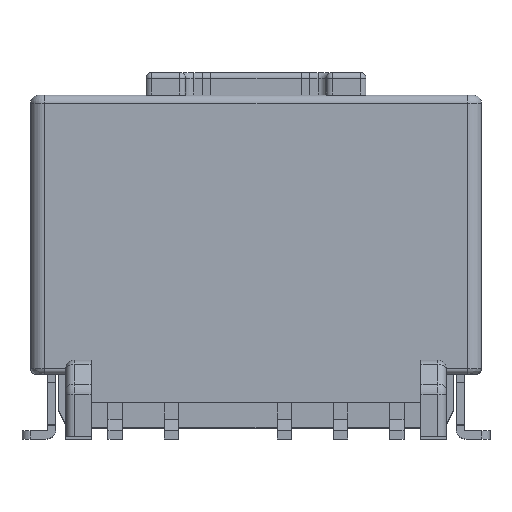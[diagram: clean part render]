
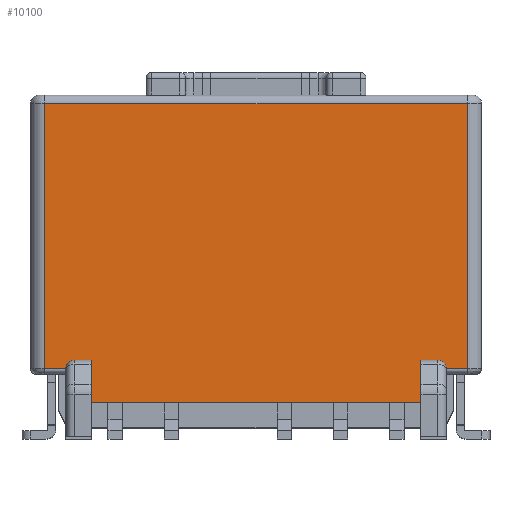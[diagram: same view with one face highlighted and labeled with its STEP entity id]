
A CAD part, top view. The second image highlights one B-rep face of the part: STEP entity #10100.
In plain terms, the highlighted planar face has unit normal (0, 0, 1).
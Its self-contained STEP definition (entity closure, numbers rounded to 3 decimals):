
#401 = DIRECTION ( 'NONE',  ( 0., 1., 0. ) ) ;
#513 = LINE ( 'NONE', #10298, #19860 ) ;
#600 = ORIENTED_EDGE ( 'NONE', *, *, #19708, .T. ) ;
#676 = DIRECTION ( 'NONE',  ( 0., 0., -1. ) ) ;
#804 = VECTOR ( 'NONE', #16449, 1000. ) ;
#928 = VERTEX_POINT ( 'NONE', #7237 ) ;
#1298 = PLANE ( 'NONE',  #31972 ) ;
#1496 = VERTEX_POINT ( 'NONE', #18863 ) ;
#1823 = CARTESIAN_POINT ( 'NONE',  ( 7.5, 2.5, 2.7 ) ) ;
#1963 = VERTEX_POINT ( 'NONE', #17468 ) ;
#2111 = EDGE_CURVE ( 'NONE', #7632, #20048, #5915, .T. ) ;
#2240 = EDGE_CURVE ( 'NONE', #928, #4532, #5272, .T. ) ;
#2417 = VECTOR ( 'NONE', #26218, 1000. ) ;
#3264 = VERTEX_POINT ( 'NONE', #10049 ) ;
#4211 = EDGE_CURVE ( 'NONE', #15378, #12932, #4736, .T. ) ;
#4532 = VERTEX_POINT ( 'NONE', #21787 ) ;
#4553 = VERTEX_POINT ( 'NONE', #9094 ) ;
#4736 = LINE ( 'NONE', #28799, #804 ) ;
#5272 = LINE ( 'NONE', #10487, #2417 ) ;
#5282 = CARTESIAN_POINT ( 'NONE',  ( 6.45, 2.5, 2.7 ) ) ;
#5789 = ORIENTED_EDGE ( 'NONE', *, *, #2240, .T. ) ;
#5915 = LINE ( 'NONE', #18271, #27099 ) ;
#6473 = DIRECTION ( 'NONE',  ( -1., 0., 0. ) ) ;
#6556 = CARTESIAN_POINT ( 'NONE',  ( 5.85, 1.3, 2.7 ) ) ;
#6636 = LINE ( 'NONE', #18496, #28675 ) ;
#7237 = CARTESIAN_POINT ( 'NONE',  ( 7.5, 11.9, 2.7 ) ) ;
#7560 = VECTOR ( 'NONE', #31403, 1000. ) ;
#7632 = VERTEX_POINT ( 'NONE', #25171 ) ;
#8556 = DIRECTION ( 'NONE',  ( 0., 1., 0. ) ) ;
#8647 = LINE ( 'NONE', #31093, #7560 ) ;
#9094 = CARTESIAN_POINT ( 'NONE',  ( -5.85, 1.3, 2.7 ) ) ;
#10049 = CARTESIAN_POINT ( 'NONE',  ( 6.45, 2.8, 2.7 ) ) ;
#10100 = ADVANCED_FACE ( 'NONE', ( #13679 ), #1298, .T. ) ;
#10111 = EDGE_CURVE ( 'NONE', #4532, #15378, #8647, .T. ) ;
#10139 = CARTESIAN_POINT ( 'NONE',  ( 7.5, 2.8, 2.7 ) ) ;
#10298 = CARTESIAN_POINT ( 'NONE',  ( 7.05, 2.8, 2.7 ) ) ;
#10486 = EDGE_CURVE ( 'NONE', #30168, #4553, #23407, .T. ) ;
#10487 = CARTESIAN_POINT ( 'NONE',  ( 7.05, 11.9, 2.7 ) ) ;
#11493 = LINE ( 'NONE', #19138, #25265 ) ;
#11874 = CARTESIAN_POINT ( 'NONE',  ( -6.75, 2.5, 2.7 ) ) ;
#12932 = VERTEX_POINT ( 'NONE', #11874 ) ;
#13679 = FACE_OUTER_BOUND ( 'NONE', #24282, .T. ) ;
#13821 = EDGE_CURVE ( 'NONE', #20048, #928, #24778, .T. ) ;
#13894 = EDGE_CURVE ( 'NONE', #1496, #3264, #17411, .T. ) ;
#14520 = EDGE_CURVE ( 'NONE', #1496, #30168, #6636, .T. ) ;
#15008 = CARTESIAN_POINT ( 'NONE',  ( -6.45, 2.5, 2.7 ) ) ;
#15188 = DIRECTION ( 'NONE',  ( 1., 0., 0. ) ) ;
#15378 = VERTEX_POINT ( 'NONE', #22578 ) ;
#15891 = VECTOR ( 'NONE', #6473, 1000. ) ;
#16401 = EDGE_CURVE ( 'NONE', #1963, #24788, #513, .T. ) ;
#16449 = DIRECTION ( 'NONE',  ( 1., 0., 0. ) ) ;
#17278 = DIRECTION ( 'NONE',  ( 0., 1., 0. ) ) ;
#17411 = LINE ( 'NONE', #22315, #28140 ) ;
#17468 = CARTESIAN_POINT ( 'NONE',  ( -6.45, 2.8, 2.7 ) ) ;
#17753 = DIRECTION ( 'NONE',  ( 1., 0., 0. ) ) ;
#17960 = DIRECTION ( 'NONE',  ( 0., 0., -1. ) ) ;
#18162 = ORIENTED_EDGE ( 'NONE', *, *, #13894, .T. ) ;
#18175 = ORIENTED_EDGE ( 'NONE', *, *, #19513, .F. ) ;
#18271 = CARTESIAN_POINT ( 'NONE',  ( 7.05, 2.5, 2.7 ) ) ;
#18496 = CARTESIAN_POINT ( 'NONE',  ( 5.85, 1.3, 2.7 ) ) ;
#18575 = ORIENTED_EDGE ( 'NONE', *, *, #10111, .T. ) ;
#18863 = CARTESIAN_POINT ( 'NONE',  ( 5.85, 2.8, 2.7 ) ) ;
#18929 = EDGE_CURVE ( 'NONE', #12932, #1963, #24740, .T. ) ;
#19051 = CIRCLE ( 'NONE', #23209, 0.3 ) ;
#19138 = CARTESIAN_POINT ( 'NONE',  ( -5.85, 1.3, 2.7 ) ) ;
#19513 = EDGE_CURVE ( 'NONE', #4553, #24788, #11493, .T. ) ;
#19555 = ORIENTED_EDGE ( 'NONE', *, *, #10486, .F. ) ;
#19579 = ORIENTED_EDGE ( 'NONE', *, *, #4211, .T. ) ;
#19708 = EDGE_CURVE ( 'NONE', #3264, #7632, #19051, .T. ) ;
#19860 = VECTOR ( 'NONE', #17753, 1000. ) ;
#20048 = VERTEX_POINT ( 'NONE', #1823 ) ;
#20298 = ORIENTED_EDGE ( 'NONE', *, *, #14520, .F. ) ;
#21655 = DIRECTION ( 'NONE',  ( 0., 0., 1. ) ) ;
#21787 = CARTESIAN_POINT ( 'NONE',  ( -7.5, 11.9, 2.7 ) ) ;
#22315 = CARTESIAN_POINT ( 'NONE',  ( 7.05, 2.8, 2.7 ) ) ;
#22409 = VECTOR ( 'NONE', #30297, 1000. ) ;
#22578 = CARTESIAN_POINT ( 'NONE',  ( -7.5, 2.5, 2.7 ) ) ;
#23072 = ORIENTED_EDGE ( 'NONE', *, *, #13821, .T. ) ;
#23209 = AXIS2_PLACEMENT_3D ( 'NONE', #5282, #17960, #401 ) ;
#23407 = LINE ( 'NONE', #28748, #15891 ) ;
#23595 = DIRECTION ( 'NONE',  ( 0., -1., 0. ) ) ;
#24282 = EDGE_LOOP ( 'NONE', ( #18175, #19555, #20298, #18162, #600, #27185, #23072, #5789, #18575, #19579, #32072, #24291 ) ) ;
#24291 = ORIENTED_EDGE ( 'NONE', *, *, #16401, .T. ) ;
#24740 = CIRCLE ( 'NONE', #31497, 0.3 ) ;
#24778 = LINE ( 'NONE', #10139, #22409 ) ;
#24788 = VERTEX_POINT ( 'NONE', #27737 ) ;
#25058 = DIRECTION ( 'NONE',  ( 1., 0., 0. ) ) ;
#25171 = CARTESIAN_POINT ( 'NONE',  ( 6.75, 2.5, 2.7 ) ) ;
#25265 = VECTOR ( 'NONE', #8556, 1000. ) ;
#26218 = DIRECTION ( 'NONE',  ( -1., 0., 0. ) ) ;
#27099 = VECTOR ( 'NONE', #15188, 1000. ) ;
#27185 = ORIENTED_EDGE ( 'NONE', *, *, #2111, .T. ) ;
#27737 = CARTESIAN_POINT ( 'NONE',  ( -5.85, 2.8, 2.7 ) ) ;
#28140 = VECTOR ( 'NONE', #25058, 1000. ) ;
#28482 = CARTESIAN_POINT ( 'NONE',  ( 7.05, 2.8, 2.7 ) ) ;
#28675 = VECTOR ( 'NONE', #31195, 1000. ) ;
#28748 = CARTESIAN_POINT ( 'NONE',  ( -7.05, 1.3, 2.7 ) ) ;
#28799 = CARTESIAN_POINT ( 'NONE',  ( 7.05, 2.5, 2.7 ) ) ;
#30168 = VERTEX_POINT ( 'NONE', #6556 ) ;
#30297 = DIRECTION ( 'NONE',  ( 0., 1., 0. ) ) ;
#31093 = CARTESIAN_POINT ( 'NONE',  ( -7.5, 2.8, 2.7 ) ) ;
#31195 = DIRECTION ( 'NONE',  ( 0., -1., 0. ) ) ;
#31403 = DIRECTION ( 'NONE',  ( 0., -1., 0. ) ) ;
#31497 = AXIS2_PLACEMENT_3D ( 'NONE', #15008, #676, #17278 ) ;
#31972 = AXIS2_PLACEMENT_3D ( 'NONE', #28482, #21655, #23595 ) ;
#32072 = ORIENTED_EDGE ( 'NONE', *, *, #18929, .T. ) ;
